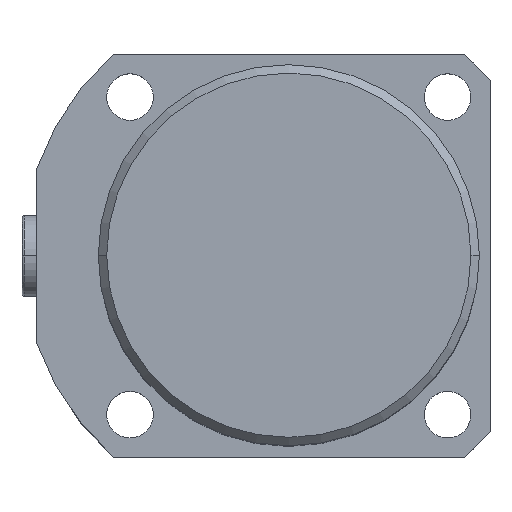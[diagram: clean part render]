
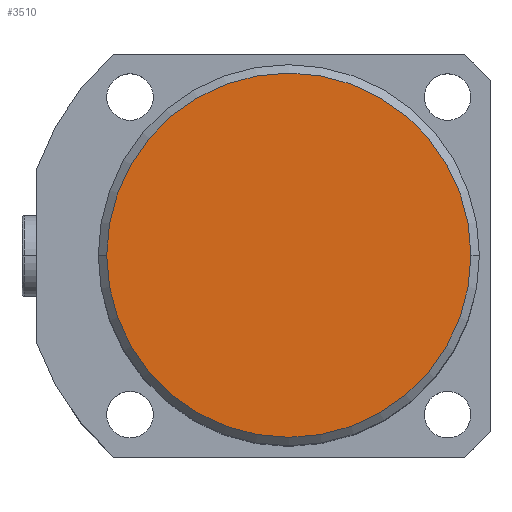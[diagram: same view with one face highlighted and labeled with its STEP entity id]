
A CAD part, top view. The second image highlights one B-rep face of the part: STEP entity #3510.
In plain terms, the highlighted planar face has unit normal (0, 0, 1).
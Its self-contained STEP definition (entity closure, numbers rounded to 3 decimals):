
#141 = EDGE_CURVE ( 'NONE', #2348, #2351, #1549, .T. ) ;
#222 = EDGE_CURVE ( 'NONE', #2351, #2348, #1261, .T. ) ;
#252 = AXIS2_PLACEMENT_3D ( 'NONE', #2997, #2995, #2991 ) ;
#948 = DIRECTION ( 'NONE',  ( 1., 0., 0. ) ) ;
#949 = DIRECTION ( 'NONE',  ( 0., 0., 1. ) ) ;
#951 = PLANE ( 'NONE',  #2418 ) ;
#954 = CARTESIAN_POINT ( 'NONE',  ( 0., 0., 128. ) ) ;
#1261 = CIRCLE ( 'NONE', #2454, 43. ) ;
#1349 = FACE_OUTER_BOUND ( 'NONE', #2191, .T. ) ;
#1549 = CIRCLE ( 'NONE', #252, 43. ) ;
#1978 = ORIENTED_EDGE ( 'NONE', *, *, #141, .T. ) ;
#2125 = ORIENTED_EDGE ( 'NONE', *, *, #222, .T. ) ;
#2191 = EDGE_LOOP ( 'NONE', ( #2125, #1978 ) ) ;
#2348 = VERTEX_POINT ( 'NONE', #2529 ) ;
#2351 = VERTEX_POINT ( 'NONE', #2524 ) ;
#2418 = AXIS2_PLACEMENT_3D ( 'NONE', #954, #949, #948 ) ;
#2454 = AXIS2_PLACEMENT_3D ( 'NONE', #2851, #2850, #2849 ) ;
#2524 = CARTESIAN_POINT ( 'NONE',  ( -43., 0., 128. ) ) ;
#2529 = CARTESIAN_POINT ( 'NONE',  ( 43., 0., 128. ) ) ;
#2849 = DIRECTION ( 'NONE',  ( 1., 0., 0. ) ) ;
#2850 = DIRECTION ( 'NONE',  ( 0., 0., 1. ) ) ;
#2851 = CARTESIAN_POINT ( 'NONE',  ( 0., 0., 128. ) ) ;
#2991 = DIRECTION ( 'NONE',  ( 1., 0., 0. ) ) ;
#2995 = DIRECTION ( 'NONE',  ( 0., 0., 1. ) ) ;
#2997 = CARTESIAN_POINT ( 'NONE',  ( 0., 0., 128. ) ) ;
#3510 = ADVANCED_FACE ( 'NONE', ( #1349 ), #951, .T. ) ;
